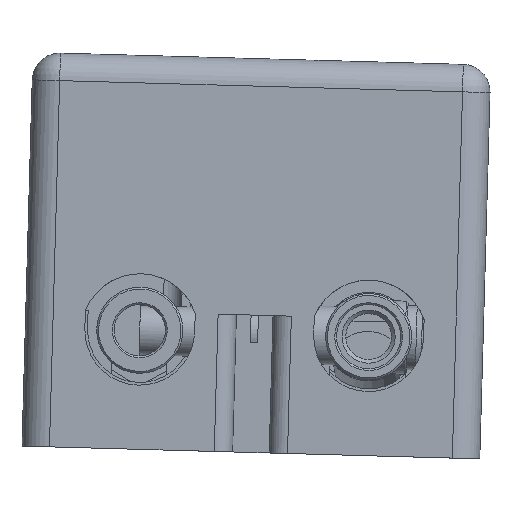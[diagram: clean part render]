
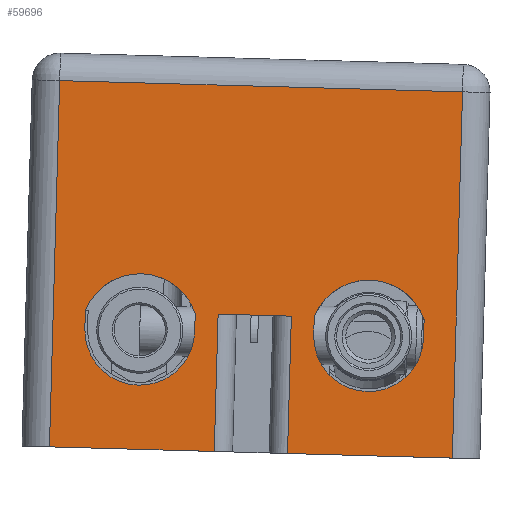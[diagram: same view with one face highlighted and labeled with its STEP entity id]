
A CAD part, front view. The second image highlights one B-rep face of the part: STEP entity #59696.
In plain terms, the highlighted planar face has unit normal (0, -1, 0).
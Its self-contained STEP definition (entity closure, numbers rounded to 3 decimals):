
#1598=LINE('',#86144,#7499);
#1722=LINE('',#86616,#7623);
#6491=LINE('',#107429,#12392);
#6494=LINE('',#107437,#12395);
#6497=LINE('',#107448,#12398);
#6499=LINE('',#107453,#12400);
#6509=LINE('',#107473,#12410);
#6510=LINE('',#107476,#12411);
#6518=LINE('',#107495,#12419);
#6521=LINE('',#107499,#12422);
#6536=LINE('',#107540,#12437);
#6545=LINE('',#107568,#12446);
#7499=VECTOR('',#66103,4.);
#7623=VECTOR('',#66491,22.);
#12392=VECTOR('',#79408,7.5);
#12395=VECTOR('',#79417,9.);
#12398=VECTOR('',#79426,9.);
#12400=VECTOR('',#79432,7.5);
#12410=VECTOR('',#79452,20.);
#12411=VECTOR('',#79455,1.);
#12419=VECTOR('',#79473,1.);
#12422=VECTOR('',#79478,20.);
#12437=VECTOR('',#79531,1.);
#12446=VECTOR('',#79574,1.);
#13311=FACE_BOUND('',#20535,.T.);
#13312=FACE_BOUND('',#20536,.T.);
#17140=FACE_OUTER_BOUND('',#20534,.T.);
#20534=EDGE_LOOP('',(#53070,#53071,#53072,#53073,#53074,#53075,#53076,#53077));
#20535=EDGE_LOOP('',(#53078,#53079,#53080,#53081));
#20536=EDGE_LOOP('',(#53082,#53083,#53084,#53085));
#20674=CIRCLE('',#60184,3.2);
#20677=CIRCLE('',#60198,3.2);
#22303=CIRCLE('',#64341,3.);
#22307=CIRCLE('',#64355,3.);
#23307=VERTEX_POINT('',#86138);
#23309=VERTEX_POINT('',#86142);
#23407=VERTEX_POINT('',#86509);
#23408=VERTEX_POINT('',#86511);
#23419=VERTEX_POINT('',#86551);
#23420=VERTEX_POINT('',#86553);
#23438=VERTEX_POINT('',#86608);
#23441=VERTEX_POINT('',#86615);
#27791=VERTEX_POINT('',#107428);
#27793=VERTEX_POINT('',#107436);
#27797=VERTEX_POINT('',#107445);
#27798=VERTEX_POINT('',#107447);
#27805=VERTEX_POINT('',#107475);
#27811=VERTEX_POINT('',#107494);
#27818=VERTEX_POINT('',#107538);
#27820=VERTEX_POINT('',#107564);
#29293=EDGE_CURVE('',#23309,#23307,#1598,.T.);
#29433=EDGE_CURVE('',#23408,#23407,#20674,.T.);
#29455=EDGE_CURVE('',#23420,#23419,#20677,.T.);
#29485=EDGE_CURVE('',#23438,#23441,#1722,.T.);
#36169=EDGE_CURVE('',#23307,#27791,#6491,.T.);
#36173=EDGE_CURVE('',#27791,#27793,#6494,.T.);
#36179=EDGE_CURVE('',#27797,#27798,#6497,.T.);
#36182=EDGE_CURVE('',#27798,#23309,#6499,.T.);
#36192=EDGE_CURVE('',#27797,#23441,#6509,.T.);
#36193=EDGE_CURVE('',#27805,#23420,#6510,.T.);
#36203=EDGE_CURVE('',#27811,#23408,#6518,.T.);
#36206=EDGE_CURVE('',#27793,#23438,#6521,.T.);
#36225=EDGE_CURVE('',#23419,#27818,#6536,.T.);
#36226=EDGE_CURVE('',#27818,#27805,#22303,.T.);
#36237=EDGE_CURVE('',#27820,#27811,#22307,.T.);
#36239=EDGE_CURVE('',#23407,#27820,#6545,.T.);
#53070=ORIENTED_EDGE('',*,*,#36192,.T.);
#53071=ORIENTED_EDGE('',*,*,#29485,.F.);
#53072=ORIENTED_EDGE('',*,*,#36206,.F.);
#53073=ORIENTED_EDGE('',*,*,#36173,.F.);
#53074=ORIENTED_EDGE('',*,*,#36169,.F.);
#53075=ORIENTED_EDGE('',*,*,#29293,.F.);
#53076=ORIENTED_EDGE('',*,*,#36182,.F.);
#53077=ORIENTED_EDGE('',*,*,#36179,.F.);
#53078=ORIENTED_EDGE('',*,*,#36225,.T.);
#53079=ORIENTED_EDGE('',*,*,#36226,.T.);
#53080=ORIENTED_EDGE('',*,*,#36193,.T.);
#53081=ORIENTED_EDGE('',*,*,#29455,.T.);
#53082=ORIENTED_EDGE('',*,*,#36239,.T.);
#53083=ORIENTED_EDGE('',*,*,#36237,.T.);
#53084=ORIENTED_EDGE('',*,*,#36203,.T.);
#53085=ORIENTED_EDGE('',*,*,#29433,.T.);
#55070=PLANE('',#64372);
#59696=ADVANCED_FACE('',(#17140,#13311,#13312),#55070,.T.);
#60184=AXIS2_PLACEMENT_3D('',#86512,#66377,#66378);
#60198=AXIS2_PLACEMENT_3D('',#86554,#66421,#66422);
#64341=AXIS2_PLACEMENT_3D('',#107542,#79534,#79535);
#64355=AXIS2_PLACEMENT_3D('',#107565,#79569,#79570);
#64372=AXIS2_PLACEMENT_3D('',#107592,#79613,#79614);
#66103=DIRECTION('',(-1.,0.,0.028));
#66377=DIRECTION('center_axis',(0.,1.,0.));
#66378=DIRECTION('ref_axis',(-0.927,0.,0.374));
#66421=DIRECTION('center_axis',(0.,1.,0.));
#66422=DIRECTION('ref_axis',(0.947,0.,0.322));
#66491=DIRECTION('',(1.,0.,-0.028));
#79408=DIRECTION('',(-0.028,0.,-1.));
#79417=DIRECTION('',(-1.,0.,0.028));
#79426=DIRECTION('',(-1.,0.,0.028));
#79432=DIRECTION('',(0.028,0.,1.));
#79452=DIRECTION('',(0.028,0.,1.));
#79455=DIRECTION('',(0.028,0.,1.));
#79473=DIRECTION('',(0.028,0.,1.));
#79478=DIRECTION('',(0.028,0.,1.));
#79531=DIRECTION('',(-0.028,0.,-1.));
#79534=DIRECTION('center_axis',(0.,1.,0.));
#79535=DIRECTION('ref_axis',(1.,0.,-0.028));
#79569=DIRECTION('center_axis',(0.,1.,0.));
#79570=DIRECTION('ref_axis',(-1.,0.,0.028));
#79574=DIRECTION('',(-0.028,0.,-1.));
#79613=DIRECTION('center_axis',(0.,-1.,0.));
#79614=DIRECTION('ref_axis',(-0.028,0.,-1.));
#86138=CARTESIAN_POINT('',(-11.481,-21.703,52.426));
#86142=CARTESIAN_POINT('',(-7.483,-21.703,52.315));
#86144=CARTESIAN_POINT('',(3.013,-21.703,52.021));
#86509=CARTESIAN_POINT('',(-12.731,-21.703,52.461));
#86511=CARTESIAN_POINT('',(-18.728,-21.703,52.629));
#86512=CARTESIAN_POINT('Origin',(-15.761,-21.703,51.432));
#86551=CARTESIAN_POINT('',(-0.235,-21.703,52.112));
#86553=CARTESIAN_POINT('',(-6.233,-21.703,52.28));
#86554=CARTESIAN_POINT('Origin',(-3.265,-21.703,51.083));
#86608=CARTESIAN_POINT('',(-20.129,-21.703,65.173));
#86615=CARTESIAN_POINT('',(1.863,-21.703,64.558));
#86616=CARTESIAN_POINT('',(-2.885,-21.703,64.691));
#107428=CARTESIAN_POINT('',(-11.69,-21.703,44.929));
#107429=CARTESIAN_POINT('',(-11.572,-21.703,49.178));
#107436=CARTESIAN_POINT('',(-20.687,-21.703,45.18));
#107437=CARTESIAN_POINT('',(1.304,-21.703,44.566));
#107445=CARTESIAN_POINT('',(1.304,-21.703,44.566));
#107447=CARTESIAN_POINT('',(-7.692,-21.703,44.817));
#107448=CARTESIAN_POINT('',(1.304,-21.703,44.566));
#107453=CARTESIAN_POINT('',(-7.573,-21.703,49.066));
#107473=CARTESIAN_POINT('',(1.304,-21.703,44.566));
#107475=CARTESIAN_POINT('',(-6.261,-21.703,51.28));
#107476=CARTESIAN_POINT('',(-6.352,-21.703,48.031));
#107494=CARTESIAN_POINT('',(-18.756,-21.703,51.629));
#107495=CARTESIAN_POINT('',(-18.819,-21.703,49.38));
#107499=CARTESIAN_POINT('',(-20.687,-21.703,45.18));
#107538=CARTESIAN_POINT('',(-0.263,-21.703,51.113));
#107540=CARTESIAN_POINT('',(-0.326,-21.703,48.863));
#107542=CARTESIAN_POINT('Origin',(-3.262,-21.703,51.196));
#107564=CARTESIAN_POINT('',(-12.759,-21.703,51.462));
#107565=CARTESIAN_POINT('Origin',(-15.757,-21.703,51.545));
#107568=CARTESIAN_POINT('',(-12.849,-21.703,48.213));
#107592=CARTESIAN_POINT('Origin',(1.304,-21.703,44.566));
